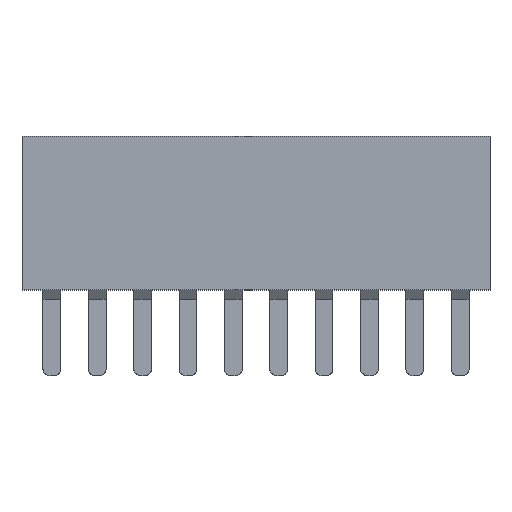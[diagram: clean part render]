
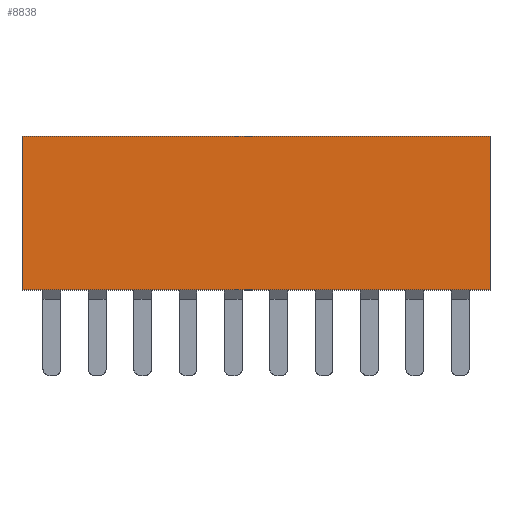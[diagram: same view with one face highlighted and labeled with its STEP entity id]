
A CAD part, top view. The second image highlights one B-rep face of the part: STEP entity #8838.
In plain terms, the highlighted planar face has unit normal (0, 0, 1).
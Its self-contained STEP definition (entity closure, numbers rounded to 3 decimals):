
#4778=CARTESIAN_POINT('',(1.271,0.7,0.));
#4779=VERTEX_POINT('',#4778);
#4780=CARTESIAN_POINT('',(1.271,5.,0.));
#4781=VERTEX_POINT('',#4780);
#4782=CARTESIAN_POINT('',(1.271,0.7,0.));
#4783=DIRECTION('',(0.,1.,0.));
#4784=VECTOR('',#4783,4.3);
#4785=LINE('',#4782,#4784);
#4786=EDGE_CURVE('',#4779,#4781,#4785,.T.);
#5746=CARTESIAN_POINT('',(14.371,5.,0.));
#5747=VERTEX_POINT('',#5746);
#5754=CARTESIAN_POINT('',(14.371,0.7,0.));
#5755=VERTEX_POINT('',#5754);
#5756=CARTESIAN_POINT('',(14.371,5.,0.));
#5757=DIRECTION('',(0.,-1.,0.));
#5758=VECTOR('',#5757,4.3);
#5759=LINE('',#5756,#5758);
#5760=EDGE_CURVE('',#5747,#5755,#5759,.T.);
#5814=CARTESIAN_POINT('',(1.271,5.,0.));
#5815=DIRECTION('',(1.,0.,0.));
#5816=VECTOR('',#5815,13.1);
#5817=LINE('',#5814,#5816);
#5818=EDGE_CURVE('',#4781,#5747,#5817,.T.);
#8822=CARTESIAN_POINT('',(7.821,2.85,0.));
#8823=DIRECTION('',(1.,0.,0.));
#8824=DIRECTION('',(0.,0.,1.));
#8825=AXIS2_PLACEMENT_3D('',#8822,#8824,#8823);
#8826=PLANE('',#8825);
#8827=ORIENTED_EDGE('',*,*,#4786,.F.);
#8828=CARTESIAN_POINT('',(14.371,0.7,0.));
#8829=DIRECTION('',(-1.,0.,0.));
#8830=VECTOR('',#8829,13.1);
#8831=LINE('',#8828,#8830);
#8832=EDGE_CURVE('',#5755,#4779,#8831,.T.);
#8833=ORIENTED_EDGE('',*,*,#8832,.F.);
#8834=ORIENTED_EDGE('',*,*,#5760,.F.);
#8835=ORIENTED_EDGE('',*,*,#5818,.F.);
#8836=EDGE_LOOP('',(#8827,#8833,#8834,#8835));
#8837=FACE_OUTER_BOUND('',#8836,.T.);
#8838=ADVANCED_FACE('',(#8837),#8826,.T.);
